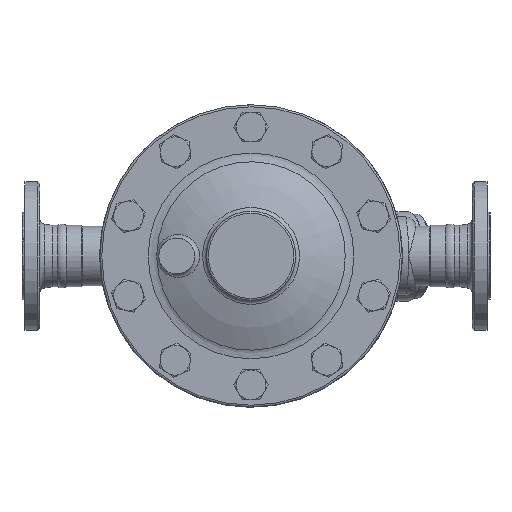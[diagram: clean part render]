
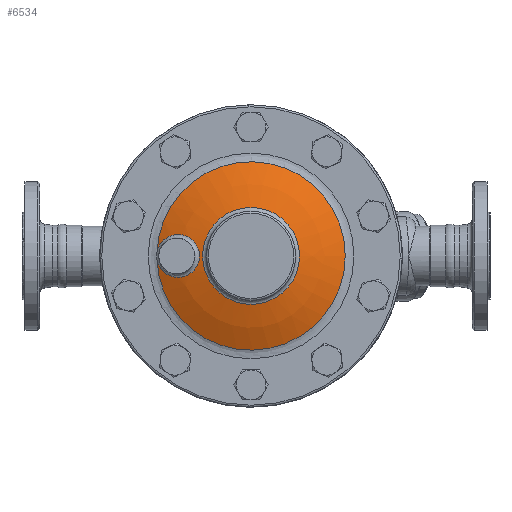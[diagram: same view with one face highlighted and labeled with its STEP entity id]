
A CAD part, top view. The second image highlights one B-rep face of the part: STEP entity #6534.
In plain terms, the highlighted spherical face has radius 218 mm.
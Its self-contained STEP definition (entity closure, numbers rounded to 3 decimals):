
#24=SPHERICAL_SURFACE('',#7182,218.);
#57=B_SPLINE_CURVE_WITH_KNOTS('',3,(#10993,#10994,#10995,#10996,#10997,
#10998,#10999,#11000,#11001,#11002,#11003,#11004,#11005,#11006,#11007,#11008,
#11009,#11010,#11011),.UNSPECIFIED.,.F.,.F.,(4,1,1,1,1,1,1,1,1,1,1,1,1,
1,1,1,4),(-10.92,-10.407,-9.606,-8.806,
-8.005,-7.205,-6.404,-5.87,
-5.337,-4.803,-4.269,-3.202,
-2.402,-1.601,-0.801,-0.4,
-0.286),.UNSPECIFIED.);
#1398=FACE_BOUND('',#2244,.T.);
#1685=FACE_OUTER_BOUND('',#2243,.T.);
#2243=EDGE_LOOP('',(#5393,#5394));
#2244=EDGE_LOOP('',(#5395));
#2651=CIRCLE('',#7172,95.024);
#2656=CIRCLE('',#7181,48.879);
#3143=VERTEX_POINT('',#10849);
#3145=VERTEX_POINT('',#10864);
#3152=VERTEX_POINT('',#11066);
#3941=EDGE_CURVE('',#3143,#3145,#2651,.T.);
#3943=EDGE_CURVE('',#3145,#3143,#57,.T.);
#3951=EDGE_CURVE('',#3152,#3152,#2656,.T.);
#5393=ORIENTED_EDGE('',*,*,#3941,.F.);
#5394=ORIENTED_EDGE('',*,*,#3943,.F.);
#5395=ORIENTED_EDGE('',*,*,#3951,.F.);
#6534=ADVANCED_FACE('',(#1685,#1398),#24,.T.);
#7172=AXIS2_PLACEMENT_3D('',#10865,#8511,#8512);
#7181=AXIS2_PLACEMENT_3D('',#11067,#8529,#8530);
#7182=AXIS2_PLACEMENT_3D('',#11068,#8531,#8532);
#8511=DIRECTION('center_axis',(0.,0.,-1.));
#8512=DIRECTION('ref_axis',(0.,1.,0.));
#8529=DIRECTION('center_axis',(0.,0.,1.));
#8530=DIRECTION('ref_axis',(-1.,0.,0.));
#8531=DIRECTION('center_axis',(0.,0.,1.));
#8532=DIRECTION('ref_axis',(1.,0.,0.));
#10849=CARTESIAN_POINT('',(-94.957,3.557,35.));
#10864=CARTESIAN_POINT('',(-94.957,-3.557,35.));
#10865=CARTESIAN_POINT('Origin',(0.,0.,35.));
#10993=CARTESIAN_POINT('Ctrl Pts',(-94.954,-3.557,
35.001));
#10994=CARTESIAN_POINT('Ctrl Pts',(-94.6,-5.658,
35.134));
#10995=CARTESIAN_POINT('Ctrl Pts',(-92.908,-10.905,
35.769));
#10996=CARTESIAN_POINT('Ctrl Pts',(-87.288,-17.676,
37.865));
#10997=CARTESIAN_POINT('Ctrl Pts',(-78.487,-21.763,
41.098));
#10998=CARTESIAN_POINT('Ctrl Pts',(-68.884,-21.782,44.564));
#10999=CARTESIAN_POINT('Ctrl Pts',(-60.04,-17.708,
47.702));
#11000=CARTESIAN_POINT('Ctrl Pts',(-54.348,-10.855,
49.695));
#11001=CARTESIAN_POINT('Ctrl Pts',(-51.964,-3.397,
50.525));
#11002=CARTESIAN_POINT('Ctrl Pts',(-51.958,3.381,50.527));
#11003=CARTESIAN_POINT('Ctrl Pts',(-54.004,9.771,49.814));
#11004=CARTESIAN_POINT('Ctrl Pts',(-59.096,16.999,48.034));
#11005=CARTESIAN_POINT('Ctrl Pts',(-67.822,21.799,44.948));
#11006=CARTESIAN_POINT('Ctrl Pts',(-78.491,21.756,41.097));
#11007=CARTESIAN_POINT('Ctrl Pts',(-87.289,17.678,37.865));
#11008=CARTESIAN_POINT('Ctrl Pts',(-92.599,11.265,35.884));
#11009=CARTESIAN_POINT('Ctrl Pts',(-94.456,6.13,35.188));
#11010=CARTESIAN_POINT('Ctrl Pts',(-94.878,4.027,35.03));
#11011=CARTESIAN_POINT('Ctrl Pts',(-94.957,3.557,35.));
#11066=CARTESIAN_POINT('',(48.879,0.,51.25));
#11067=CARTESIAN_POINT('Origin',(0.,0.,51.25));
#11068=CARTESIAN_POINT('Origin',(0.,0.,-161.2));
